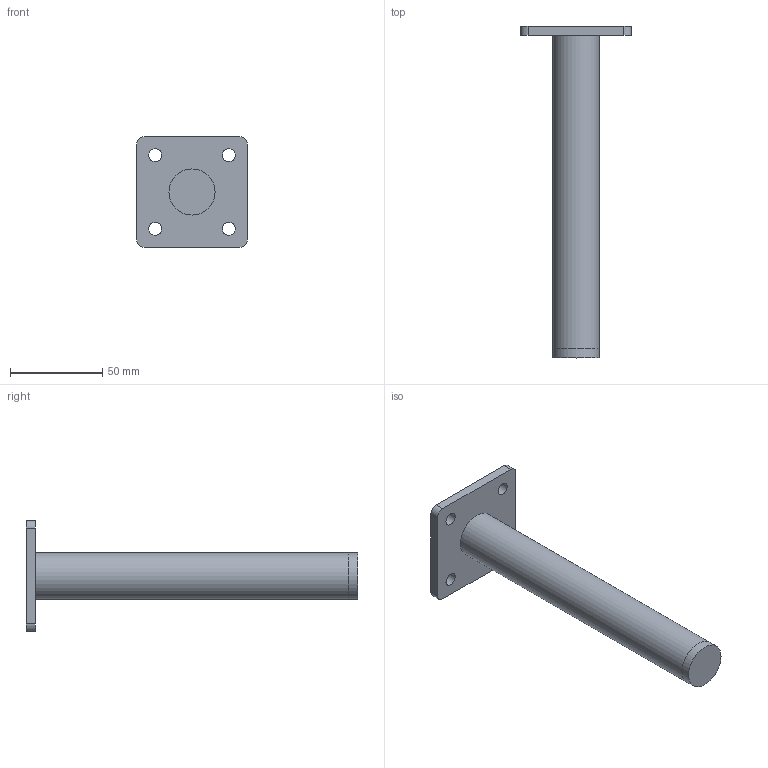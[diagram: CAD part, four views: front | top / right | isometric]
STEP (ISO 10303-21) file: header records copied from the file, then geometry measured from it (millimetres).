
FILE_DESCRIPTION(/* description */ (''),/* implementation_level */ '2;1');
FILE_NAME(/* name */ 'NM-RONDA-S180.stp',/* time_stamp */ '2024-01-10T13:40:43+01:00',/* author */ ('MarcinS'),/* organization */ (''),/* preprocessor_version */ 'ST-DEVELOPER v19.2',/* originating_system */ 'Autodesk Inventor 2023',/* authorisation */ '');
FILE_SCHEMA (('AUTOMOTIVE_DESIGN { 1 0 10303 214 3 1 1 }'));
Length unit declared in the file: millimetre
Products named in the file (1): NM-RONDA-S-180-18
Bounding box: 60 x 180 x 60 mm (x, y, z)
Volume: 103064.6 mm3; surface area: 24178.1 mm2
Topology: 3 solids, 3 shells, 20 faces, 42 edges, 28 vertices
Faces by surface type: cylinder 10, plane 10
Full cylindrical faces by diameter (mm): 7 x4, 25 x2
Entity records: 612 total; most frequent: DIRECTION 104, CARTESIAN_POINT 91, ORIENTED_EDGE 84, EDGE_CURVE 42, AXIS2_PLACEMENT_3D 41, EDGE_LOOP 28, VERTEX_POINT 28, LINE 22
